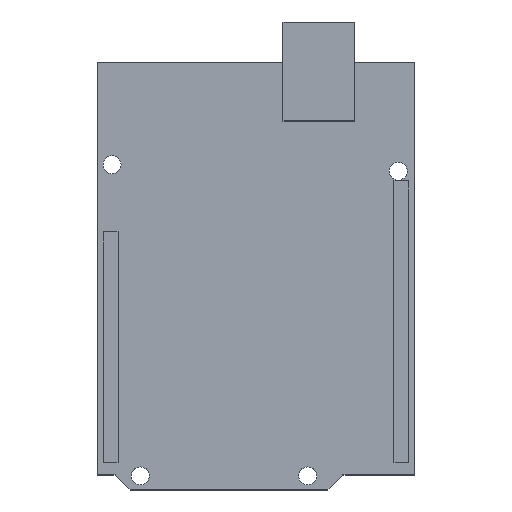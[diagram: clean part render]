
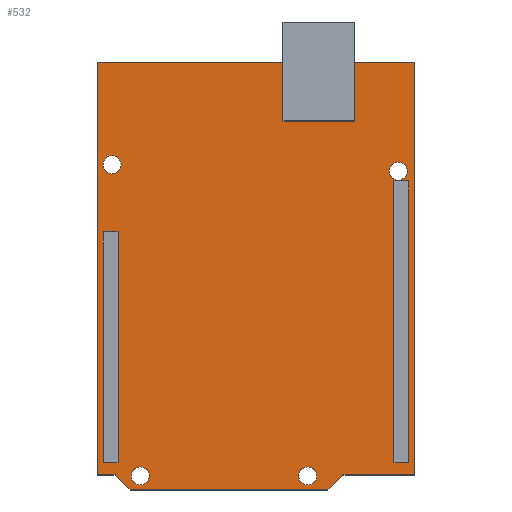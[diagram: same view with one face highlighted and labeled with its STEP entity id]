
A CAD part, top view. The second image highlights one B-rep face of the part: STEP entity #532.
In plain terms, the highlighted planar face has unit normal (0, 0, 1).
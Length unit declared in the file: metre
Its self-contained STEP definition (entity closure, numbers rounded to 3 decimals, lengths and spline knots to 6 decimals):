
#16=LINE('',#765,#80);
#17=LINE('',#768,#81);
#18=LINE('',#770,#82);
#19=LINE('',#772,#83);
#20=LINE('',#773,#84);
#21=LINE('',#776,#85);
#22=LINE('',#778,#86);
#23=LINE('',#780,#87);
#24=LINE('',#781,#88);
#25=LINE('',#784,#89);
#26=LINE('',#786,#90);
#27=LINE('',#788,#91);
#28=LINE('',#790,#92);
#29=LINE('',#792,#93);
#30=LINE('',#794,#94);
#31=LINE('',#796,#95);
#32=LINE('',#798,#96);
#33=LINE('',#800,#97);
#34=LINE('',#802,#98);
#35=LINE('',#804,#99);
#80=VECTOR('',#625,1.);
#81=VECTOR('',#626,1.);
#82=VECTOR('',#627,1.);
#83=VECTOR('',#628,1.);
#84=VECTOR('',#629,1.);
#85=VECTOR('',#630,1.);
#86=VECTOR('',#631,1.);
#87=VECTOR('',#632,1.);
#88=VECTOR('',#633,1.);
#89=VECTOR('',#634,1.);
#90=VECTOR('',#635,1.);
#91=VECTOR('',#636,1.);
#92=VECTOR('',#637,1.);
#93=VECTOR('',#638,1.);
#94=VECTOR('',#639,1.);
#95=VECTOR('',#640,1.);
#96=VECTOR('',#641,1.);
#97=VECTOR('',#642,1.);
#98=VECTOR('',#643,1.);
#99=VECTOR('',#644,1.);
#144=ORIENTED_EDGE('',*,*,#288,.F.);
#145=ORIENTED_EDGE('',*,*,#289,.F.);
#146=ORIENTED_EDGE('',*,*,#290,.F.);
#147=ORIENTED_EDGE('',*,*,#291,.F.);
#148=ORIENTED_EDGE('',*,*,#292,.F.);
#149=ORIENTED_EDGE('',*,*,#293,.T.);
#150=ORIENTED_EDGE('',*,*,#294,.T.);
#151=ORIENTED_EDGE('',*,*,#295,.F.);
#152=ORIENTED_EDGE('',*,*,#296,.F.);
#153=ORIENTED_EDGE('',*,*,#297,.T.);
#154=ORIENTED_EDGE('',*,*,#298,.T.);
#155=ORIENTED_EDGE('',*,*,#299,.F.);
#156=ORIENTED_EDGE('',*,*,#300,.T.);
#157=ORIENTED_EDGE('',*,*,#301,.T.);
#158=ORIENTED_EDGE('',*,*,#302,.T.);
#159=ORIENTED_EDGE('',*,*,#303,.F.);
#160=ORIENTED_EDGE('',*,*,#304,.F.);
#161=ORIENTED_EDGE('',*,*,#305,.T.);
#162=ORIENTED_EDGE('',*,*,#306,.T.);
#163=ORIENTED_EDGE('',*,*,#307,.F.);
#164=ORIENTED_EDGE('',*,*,#308,.F.);
#165=ORIENTED_EDGE('',*,*,#309,.T.);
#166=ORIENTED_EDGE('',*,*,#310,.T.);
#167=ORIENTED_EDGE('',*,*,#311,.F.);
#288=EDGE_CURVE('',#360,#360,#410,.T.);
#289=EDGE_CURVE('',#361,#361,#411,.T.);
#290=EDGE_CURVE('',#362,#362,#412,.T.);
#291=EDGE_CURVE('',#363,#363,#413,.T.);
#292=EDGE_CURVE('',#364,#365,#16,.T.);
#293=EDGE_CURVE('',#364,#366,#17,.T.);
#294=EDGE_CURVE('',#366,#367,#18,.T.);
#295=EDGE_CURVE('',#365,#367,#19,.T.);
#296=EDGE_CURVE('',#368,#369,#20,.T.);
#297=EDGE_CURVE('',#368,#370,#21,.T.);
#298=EDGE_CURVE('',#370,#371,#22,.T.);
#299=EDGE_CURVE('',#369,#371,#23,.T.);
#300=EDGE_CURVE('',#372,#373,#24,.T.);
#301=EDGE_CURVE('',#373,#374,#25,.T.);
#302=EDGE_CURVE('',#374,#375,#26,.T.);
#303=EDGE_CURVE('',#376,#375,#27,.T.);
#304=EDGE_CURVE('',#377,#376,#28,.T.);
#305=EDGE_CURVE('',#377,#378,#29,.T.);
#306=EDGE_CURVE('',#378,#379,#30,.T.);
#307=EDGE_CURVE('',#380,#379,#31,.T.);
#308=EDGE_CURVE('',#381,#380,#32,.T.);
#309=EDGE_CURVE('',#381,#382,#33,.T.);
#310=EDGE_CURVE('',#382,#383,#34,.T.);
#311=EDGE_CURVE('',#372,#383,#35,.T.);
#360=VERTEX_POINT('',#758);
#361=VERTEX_POINT('',#760);
#362=VERTEX_POINT('',#762);
#363=VERTEX_POINT('',#764);
#364=VERTEX_POINT('',#766);
#365=VERTEX_POINT('',#767);
#366=VERTEX_POINT('',#769);
#367=VERTEX_POINT('',#771);
#368=VERTEX_POINT('',#774);
#369=VERTEX_POINT('',#775);
#370=VERTEX_POINT('',#777);
#371=VERTEX_POINT('',#779);
#372=VERTEX_POINT('',#782);
#373=VERTEX_POINT('',#783);
#374=VERTEX_POINT('',#785);
#375=VERTEX_POINT('',#787);
#376=VERTEX_POINT('',#789);
#377=VERTEX_POINT('',#791);
#378=VERTEX_POINT('',#793);
#379=VERTEX_POINT('',#795);
#380=VERTEX_POINT('',#797);
#381=VERTEX_POINT('',#799);
#382=VERTEX_POINT('',#801);
#383=VERTEX_POINT('',#803);
#410=CIRCLE('',#576,0.0015);
#411=CIRCLE('',#577,0.0015);
#412=CIRCLE('',#578,0.0015);
#413=CIRCLE('',#579,0.0015);
#418=EDGE_LOOP('',(#144));
#419=EDGE_LOOP('',(#145));
#420=EDGE_LOOP('',(#146));
#421=EDGE_LOOP('',(#147));
#422=EDGE_LOOP('',(#148,#149,#150,#151));
#423=EDGE_LOOP('',(#152,#153,#154,#155));
#424=EDGE_LOOP('',(#156,#157,#158,#159,#160,#161,#162,#163,#164,#165,#166,
#167));
#462=FACE_BOUND('',#418,.T.);
#463=FACE_BOUND('',#419,.T.);
#464=FACE_BOUND('',#420,.T.);
#465=FACE_BOUND('',#421,.T.);
#466=FACE_BOUND('',#422,.T.);
#467=FACE_BOUND('',#423,.T.);
#468=FACE_BOUND('',#424,.T.);
#506=PLANE('',#575);
#532=ADVANCED_FACE('',(#462,#463,#464,#465,#466,#467,#468),#506,.T.);
#575=AXIS2_PLACEMENT_3D('',#756,#615,#616);
#576=AXIS2_PLACEMENT_3D('',#757,#617,#618);
#577=AXIS2_PLACEMENT_3D('',#759,#619,#620);
#578=AXIS2_PLACEMENT_3D('',#761,#621,#622);
#579=AXIS2_PLACEMENT_3D('',#763,#623,#624);
#615=DIRECTION('',(0.,0.,1.));
#616=DIRECTION('',(1.,0.,0.));
#617=DIRECTION('',(0.,0.,1.));
#618=DIRECTION('',(1.,0.,0.));
#619=DIRECTION('',(0.,0.,1.));
#620=DIRECTION('',(1.,0.,0.));
#621=DIRECTION('',(0.,0.,1.));
#622=DIRECTION('',(1.,0.,0.));
#623=DIRECTION('',(0.,0.,1.));
#624=DIRECTION('',(1.,0.,0.));
#625=DIRECTION('',(1.,0.,0.));
#626=DIRECTION('',(0.,1.,0.));
#627=DIRECTION('',(1.,0.,0.));
#628=DIRECTION('',(0.,1.,0.));
#629=DIRECTION('',(0.,1.,0.));
#630=DIRECTION('',(-1.,0.,0.));
#631=DIRECTION('',(0.,1.,0.));
#632=DIRECTION('',(-1.,0.,0.));
#633=DIRECTION('',(-1.,0.,0.));
#634=DIRECTION('',(0.,1.,0.));
#635=DIRECTION('',(-1.,0.,0.));
#636=DIRECTION('',(0.,1.,0.));
#637=DIRECTION('',(-1.,0.,0.));
#638=DIRECTION('',(0.707,-0.707,0.));
#639=DIRECTION('',(1.,0.,0.));
#640=DIRECTION('',(-0.707,-0.707,0.));
#641=DIRECTION('',(-1.,0.,0.));
#642=DIRECTION('',(0.,1.,0.));
#643=DIRECTION('',(-1.,0.,0.));
#644=DIRECTION('',(0.,1.,0.));
#756=CARTESIAN_POINT('',(-0.0265,0.033125,0.00168));
#757=CARTESIAN_POINT('',(-0.0505,0.05175,0.00168));
#758=CARTESIAN_POINT('',(-0.049,0.05175,0.00168));
#759=CARTESIAN_POINT('',(-0.00278,0.05065,0.00168));
#760=CARTESIAN_POINT('',(-0.00128,0.05065,0.00168));
#761=CARTESIAN_POINT('',(-0.0179,-0.00015,0.00168));
#762=CARTESIAN_POINT('',(-0.0164,-0.00015,0.00168));
#763=CARTESIAN_POINT('',(-0.0458,-0.00015,0.00168));
#764=CARTESIAN_POINT('',(-0.0443,-0.00015,0.00168));
#765=CARTESIAN_POINT('',(-0.05075,0.002,0.00168));
#766=CARTESIAN_POINT('',(-0.052,0.002,0.00168));
#767=CARTESIAN_POINT('',(-0.0495,0.002,0.00168));
#768=CARTESIAN_POINT('',(-0.052,0.02125,0.00168));
#769=CARTESIAN_POINT('',(-0.052,0.0405,0.00168));
#770=CARTESIAN_POINT('',(-0.05075,0.0405,0.00168));
#771=CARTESIAN_POINT('',(-0.0495,0.0405,0.00168));
#772=CARTESIAN_POINT('',(-0.0495,0.02125,0.00168));
#773=CARTESIAN_POINT('',(-0.001,0.0255,0.00168));
#774=CARTESIAN_POINT('',(-0.001,0.002,0.00168));
#775=CARTESIAN_POINT('',(-0.001,0.049,0.00168));
#776=CARTESIAN_POINT('',(-0.00225,0.002,0.00168));
#777=CARTESIAN_POINT('',(-0.0035,0.002,0.00168));
#778=CARTESIAN_POINT('',(-0.0035,0.0255,0.00168));
#779=CARTESIAN_POINT('',(-0.0035,0.049,0.00168));
#780=CARTESIAN_POINT('',(-0.00225,0.049,0.00168));
#781=CARTESIAN_POINT('',(-0.016,0.059,0.00168));
#782=CARTESIAN_POINT('',(-0.01,0.059,0.00168));
#783=CARTESIAN_POINT('',(-0.022,0.059,0.00168));
#784=CARTESIAN_POINT('',(-0.022,0.06725,0.00168));
#785=CARTESIAN_POINT('',(-0.022,0.06875,0.00168));
#786=CARTESIAN_POINT('',(-0.0265,0.06875,0.00168));
#787=CARTESIAN_POINT('',(-0.053,0.06875,0.00168));
#788=CARTESIAN_POINT('',(-0.053,0.034375,0.00168));
#789=CARTESIAN_POINT('',(-0.053,0.,0.00168));
#790=CARTESIAN_POINT('',(-0.0515,0.,0.00168));
#791=CARTESIAN_POINT('',(-0.05,0.,0.00168));
#792=CARTESIAN_POINT('',(-0.04875,-0.00125,0.00168));
#793=CARTESIAN_POINT('',(-0.0475,-0.0025,0.00168));
#794=CARTESIAN_POINT('',(-0.031,-0.0025,0.00168));
#795=CARTESIAN_POINT('',(-0.0145,-0.0025,0.00168));
#796=CARTESIAN_POINT('',(-0.01325,-0.00125,0.00168));
#797=CARTESIAN_POINT('',(-0.012,0.,0.00168));
#798=CARTESIAN_POINT('',(-0.006,0.,0.00168));
#799=CARTESIAN_POINT('',(0.,0.,0.00168));
#800=CARTESIAN_POINT('',(0.,0.034375,0.00168));
#801=CARTESIAN_POINT('',(0.,0.06875,0.00168));
#802=CARTESIAN_POINT('',(-0.0265,0.06875,0.00168));
#803=CARTESIAN_POINT('',(-0.01,0.06875,0.00168));
#804=CARTESIAN_POINT('',(-0.01,0.06725,0.00168));
